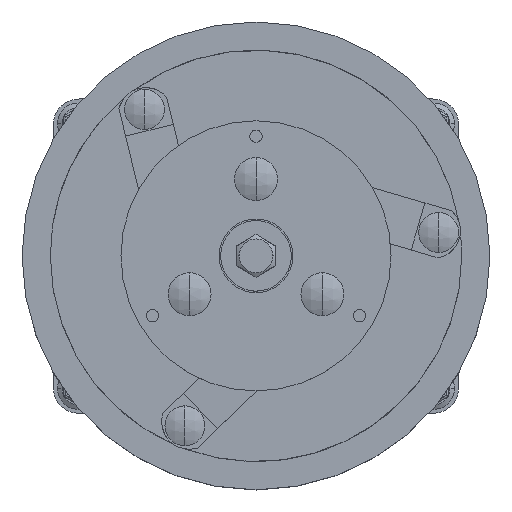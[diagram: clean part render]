
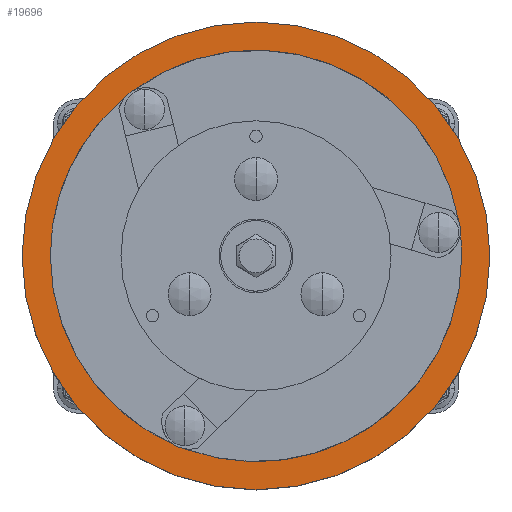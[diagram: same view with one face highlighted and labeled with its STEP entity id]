
A CAD part, top view. The second image highlights one B-rep face of the part: STEP entity #19696.
In plain terms, the highlighted planar face has unit normal (0, 0, 1).
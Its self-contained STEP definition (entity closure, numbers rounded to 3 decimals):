
#103 = DIRECTION ( 'NONE',  ( -1., 0., 0. ) ) ;
#878 = VERTEX_POINT ( 'NONE', #4706 ) ;
#1217 = CARTESIAN_POINT ( 'NONE',  ( 0., 0., 76.788 ) ) ;
#1489 = DIRECTION ( 'NONE',  ( 0., 0., -1. ) ) ;
#1918 = ORIENTED_EDGE ( 'NONE', *, *, #18207, .T. ) ;
#2743 = DIRECTION ( 'NONE',  ( -1., 0., 0. ) ) ;
#3819 = ORIENTED_EDGE ( 'NONE', *, *, #18195, .F. ) ;
#3926 = CARTESIAN_POINT ( 'NONE',  ( 0., 0., 76.788 ) ) ;
#4213 = CARTESIAN_POINT ( 'NONE',  ( 0., 0., 76.788 ) ) ;
#4706 = CARTESIAN_POINT ( 'NONE',  ( 67., 0., 76.788 ) ) ;
#4983 = AXIS2_PLACEMENT_3D ( 'NONE', #3926, #14620, #5460 ) ;
#5460 = DIRECTION ( 'NONE',  ( -1., 0., 0. ) ) ;
#5749 = DIRECTION ( 'NONE',  ( -1., 0., 0. ) ) ;
#5994 = AXIS2_PLACEMENT_3D ( 'NONE', #4213, #14921, #5749 ) ;
#6139 = CARTESIAN_POINT ( 'NONE',  ( 0., 76.2, 76.788 ) ) ;
#7483 = AXIS2_PLACEMENT_3D ( 'NONE', #10641, #1489, #12153 ) ;
#8744 = CARTESIAN_POINT ( 'NONE',  ( -67., 0., 76.788 ) ) ;
#9071 = AXIS2_PLACEMENT_3D ( 'NONE', #1217, #11876, #2743 ) ;
#9230 = DIRECTION ( 'NONE',  ( 0., 0., -1. ) ) ;
#9928 = CIRCLE ( 'NONE', #5994, 76.2 ) ;
#10125 = CIRCLE ( 'NONE', #7483, 76.2 ) ;
#10396 = ORIENTED_EDGE ( 'NONE', *, *, #13915, .T. ) ;
#10641 = CARTESIAN_POINT ( 'NONE',  ( 0., 0., 76.788 ) ) ;
#11234 = ORIENTED_EDGE ( 'NONE', *, *, #16218, .F. ) ;
#11876 = DIRECTION ( 'NONE',  ( 0., 0., -1. ) ) ;
#12153 = DIRECTION ( 'NONE',  ( -1., 0., 0. ) ) ;
#12414 = CIRCLE ( 'NONE', #4983, 67. ) ;
#12912 = EDGE_LOOP ( 'NONE', ( #3819, #11234 ) ) ;
#13597 = VERTEX_POINT ( 'NONE', #8744 ) ;
#13770 = PLANE ( 'NONE',  #16643 ) ;
#13915 = EDGE_CURVE ( 'NONE', #878, #13597, #12414, .T. ) ;
#14620 = DIRECTION ( 'NONE',  ( 0., 0., -1. ) ) ;
#14921 = DIRECTION ( 'NONE',  ( 0., 0., -1. ) ) ;
#15349 = FACE_BOUND ( 'NONE', #15507, .T. ) ;
#15507 = EDGE_LOOP ( 'NONE', ( #1918, #10396 ) ) ;
#16218 = EDGE_CURVE ( 'NONE', #18367, #18431, #10125, .T. ) ;
#16643 = AXIS2_PLACEMENT_3D ( 'NONE', #6139, #9230, #103 ) ;
#17130 = CARTESIAN_POINT ( 'NONE',  ( -76.2, 0., 76.788 ) ) ;
#17546 = CIRCLE ( 'NONE', #9071, 67. ) ;
#18195 = EDGE_CURVE ( 'NONE', #18431, #18367, #9928, .T. ) ;
#18207 = EDGE_CURVE ( 'NONE', #13597, #878, #17546, .T. ) ;
#18367 = VERTEX_POINT ( 'NONE', #18484 ) ;
#18431 = VERTEX_POINT ( 'NONE', #17130 ) ;
#18484 = CARTESIAN_POINT ( 'NONE',  ( 76.2, 0., 76.788 ) ) ;
#18926 = FACE_OUTER_BOUND ( 'NONE', #12912, .T. ) ;
#19696 = ADVANCED_FACE ( 'NONE', ( #18926, #15349 ), #13770, .F. ) ;
